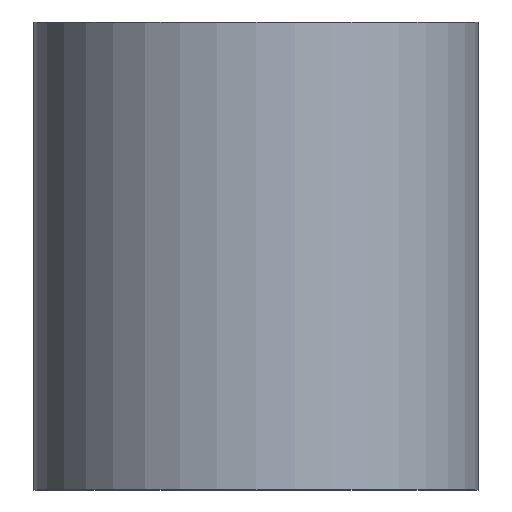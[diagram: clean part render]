
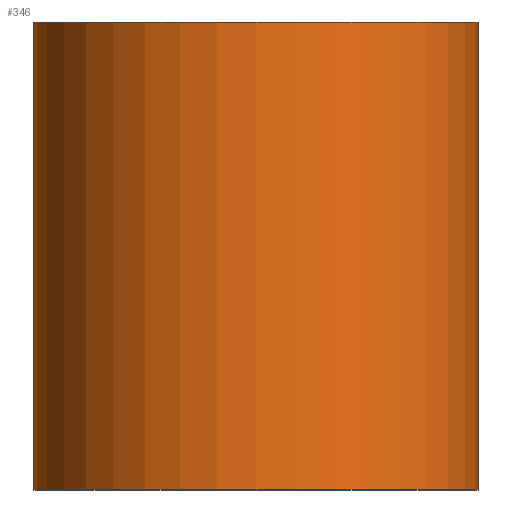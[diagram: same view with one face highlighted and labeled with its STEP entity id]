
A CAD part, front view. The second image highlights one B-rep face of the part: STEP entity #346.
In plain terms, the highlighted cylindrical face has radius 13.5 mm (diameter 27 mm), a full revolution.
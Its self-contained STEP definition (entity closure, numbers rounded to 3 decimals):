
#346 = ADVANCED_FACE('',(#347),#360,.T.);
#347 = FACE_BOUND('',#348,.T.);
#348 = EDGE_LOOP('',(#349,#383,#406,#433));
#349 = ORIENTED_EDGE('',*,*,#350,.F.);
#350 = EDGE_CURVE('',#351,#351,#353,.T.);
#351 = VERTEX_POINT('',#352);
#352 = CARTESIAN_POINT('',(13.5,0.,14.2));
#353 = SURFACE_CURVE('',#354,(#359,#371),.PCURVE_S1.);
#354 = CIRCLE('',#355,13.5);
#355 = AXIS2_PLACEMENT_3D('',#356,#357,#358);
#356 = CARTESIAN_POINT('',(0.,0.,14.2));
#357 = DIRECTION('',(0.,0.,1.));
#358 = DIRECTION('',(1.,0.,0.));
#359 = PCURVE('',#360,#365);
#360 = CYLINDRICAL_SURFACE('',#361,13.5);
#361 = AXIS2_PLACEMENT_3D('',#362,#363,#364);
#362 = CARTESIAN_POINT('',(0.,0.,-14.2));
#363 = DIRECTION('',(0.,0.,1.));
#364 = DIRECTION('',(1.,0.,0.));
#365 = DEFINITIONAL_REPRESENTATION('',(#366),#370);
#366 = LINE('',#367,#368);
#367 = CARTESIAN_POINT('',(0.,28.4));
#368 = VECTOR('',#369,1.);
#369 = DIRECTION('',(1.,0.));
#370 = ( GEOMETRIC_REPRESENTATION_CONTEXT(2) 
PARAMETRIC_REPRESENTATION_CONTEXT() REPRESENTATION_CONTEXT('2D SPACE',''
  ) );
#371 = PCURVE('',#372,#377);
#372 = PLANE('',#373);
#373 = AXIS2_PLACEMENT_3D('',#374,#375,#376);
#374 = CARTESIAN_POINT('',(0.,0.,14.2));
#375 = DIRECTION('',(0.,0.,1.));
#376 = DIRECTION('',(1.,0.,0.));
#377 = DEFINITIONAL_REPRESENTATION('',(#378),#382);
#378 = CIRCLE('',#379,13.5);
#379 = AXIS2_PLACEMENT_2D('',#380,#381);
#380 = CARTESIAN_POINT('',(0.,0.));
#381 = DIRECTION('',(1.,0.));
#382 = ( GEOMETRIC_REPRESENTATION_CONTEXT(2) 
PARAMETRIC_REPRESENTATION_CONTEXT() REPRESENTATION_CONTEXT('2D SPACE',''
  ) );
#383 = ORIENTED_EDGE('',*,*,#384,.F.);
#384 = EDGE_CURVE('',#385,#351,#387,.T.);
#385 = VERTEX_POINT('',#386);
#386 = CARTESIAN_POINT('',(13.5,0.,-14.2));
#387 = SEAM_CURVE('',#388,(#392,#399),.PCURVE_S1.);
#388 = LINE('',#389,#390);
#389 = CARTESIAN_POINT('',(13.5,0.,-14.2));
#390 = VECTOR('',#391,1.);
#391 = DIRECTION('',(0.,0.,1.));
#392 = PCURVE('',#360,#393);
#393 = DEFINITIONAL_REPRESENTATION('',(#394),#398);
#394 = LINE('',#395,#396);
#395 = CARTESIAN_POINT('',(6.283,-0.));
#396 = VECTOR('',#397,1.);
#397 = DIRECTION('',(0.,1.));
#398 = ( GEOMETRIC_REPRESENTATION_CONTEXT(2) 
PARAMETRIC_REPRESENTATION_CONTEXT() REPRESENTATION_CONTEXT('2D SPACE',''
  ) );
#399 = PCURVE('',#360,#400);
#400 = DEFINITIONAL_REPRESENTATION('',(#401),#405);
#401 = LINE('',#402,#403);
#402 = CARTESIAN_POINT('',(0.,-0.));
#403 = VECTOR('',#404,1.);
#404 = DIRECTION('',(0.,1.));
#405 = ( GEOMETRIC_REPRESENTATION_CONTEXT(2) 
PARAMETRIC_REPRESENTATION_CONTEXT() REPRESENTATION_CONTEXT('2D SPACE',''
  ) );
#406 = ORIENTED_EDGE('',*,*,#407,.T.);
#407 = EDGE_CURVE('',#385,#385,#408,.T.);
#408 = SURFACE_CURVE('',#409,(#414,#421),.PCURVE_S1.);
#409 = CIRCLE('',#410,13.5);
#410 = AXIS2_PLACEMENT_3D('',#411,#412,#413);
#411 = CARTESIAN_POINT('',(0.,0.,-14.2));
#412 = DIRECTION('',(0.,0.,1.));
#413 = DIRECTION('',(1.,0.,0.));
#414 = PCURVE('',#360,#415);
#415 = DEFINITIONAL_REPRESENTATION('',(#416),#420);
#416 = LINE('',#417,#418);
#417 = CARTESIAN_POINT('',(0.,0.));
#418 = VECTOR('',#419,1.);
#419 = DIRECTION('',(1.,0.));
#420 = ( GEOMETRIC_REPRESENTATION_CONTEXT(2) 
PARAMETRIC_REPRESENTATION_CONTEXT() REPRESENTATION_CONTEXT('2D SPACE',''
  ) );
#421 = PCURVE('',#422,#427);
#422 = PLANE('',#423);
#423 = AXIS2_PLACEMENT_3D('',#424,#425,#426);
#424 = CARTESIAN_POINT('',(0.,0.,-14.2));
#425 = DIRECTION('',(0.,0.,1.));
#426 = DIRECTION('',(1.,0.,0.));
#427 = DEFINITIONAL_REPRESENTATION('',(#428),#432);
#428 = CIRCLE('',#429,13.5);
#429 = AXIS2_PLACEMENT_2D('',#430,#431);
#430 = CARTESIAN_POINT('',(0.,0.));
#431 = DIRECTION('',(1.,0.));
#432 = ( GEOMETRIC_REPRESENTATION_CONTEXT(2) 
PARAMETRIC_REPRESENTATION_CONTEXT() REPRESENTATION_CONTEXT('2D SPACE',''
  ) );
#433 = ORIENTED_EDGE('',*,*,#384,.T.);
